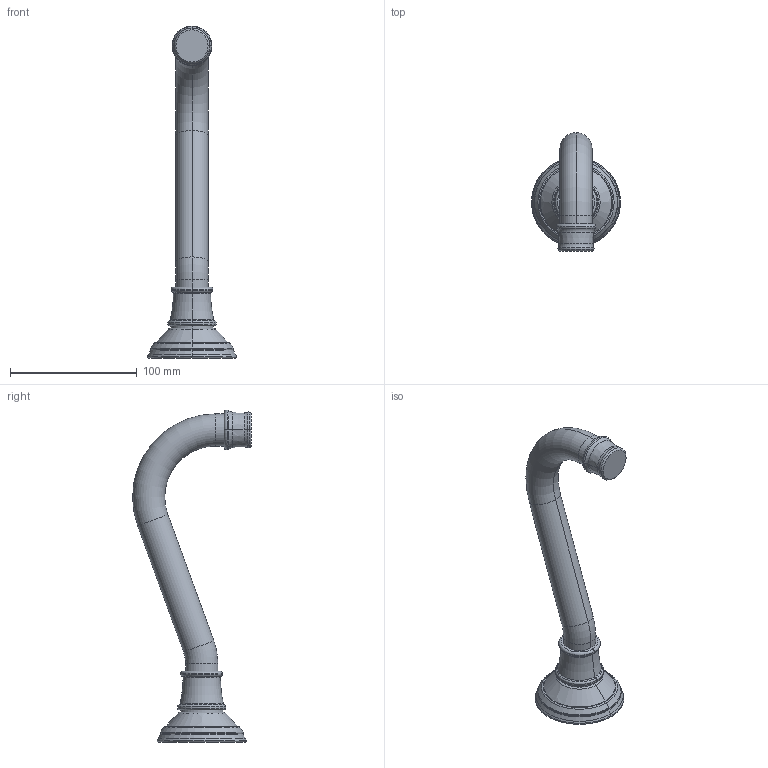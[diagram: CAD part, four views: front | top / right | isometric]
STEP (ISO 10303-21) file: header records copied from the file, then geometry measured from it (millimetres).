
FILE_DESCRIPTION((''),'2;1');
FILE_NAME('3-668','2021-01-26T08:50:02',('rsmith'),(''),'CREO PARAMETRIC BY PTC INC, 2018400','CREO PARAMETRIC BY PTC INC, 2018400','');
FILE_SCHEMA(('AUTOMOTIVE_DESIGN { 1 0 10303 214 1 1 1 1 }'));
Length unit declared in the file: inch
Products named in the file (1): 3-668
Bounding box: 70.37 x 93.85 x 262.19 mm (x, y, z)
Volume: 219946.5 mm3; surface area: 34576.6 mm2
Topology: 1 solids, 1 shells, 71 faces, 140 edges, 76 vertices
Faces by surface type: torus 46, cylinder 12, plane 7, cone 4, bspline 2
Entity records: 2700 total; most frequent: DIRECTION 402, CARTESIAN_POINT 343, ORIENTED_EDGE 280, AXIS2_PLACEMENT_3D 193, PRESENTATION_STYLE_ASSIGNMENT 167, COLOUR_RGB 146, STYLED_ITEM 141, CURVE_STYLE 140
